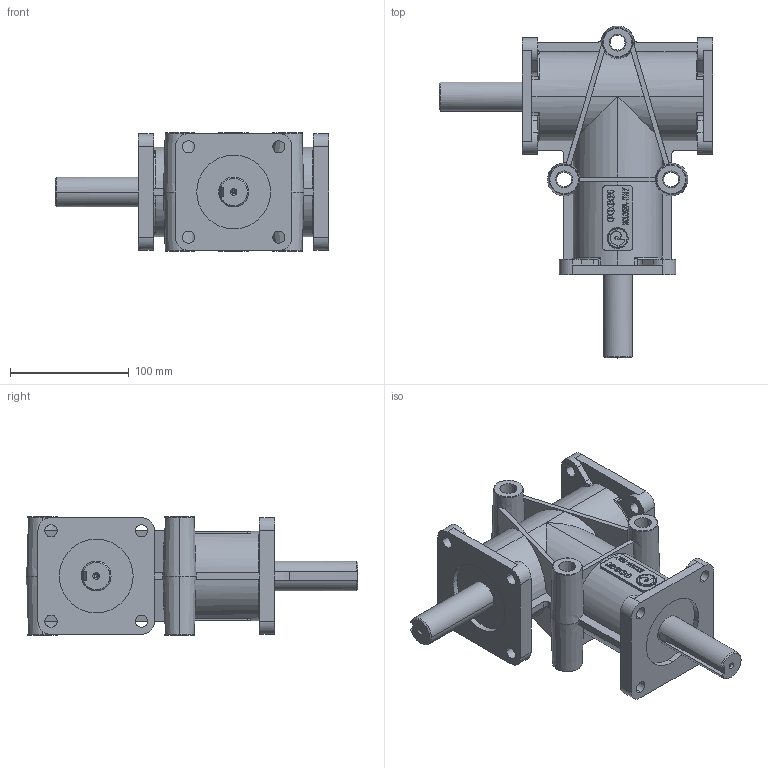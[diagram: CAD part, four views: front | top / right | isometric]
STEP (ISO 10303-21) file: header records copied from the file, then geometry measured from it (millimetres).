
FILE_DESCRIPTION(('STEP AP214'),'1');
FILE_NAME('184032112.stp','2017-01-12T13:03:44',('TraceParts'),('TraceParts S.A.'),'Spatial InterOp 3D',' ',' ');
FILE_SCHEMA(('automotive_design'));
Length unit declared in the file: millimetre
Products named in the file (1): 1
Bounding box: 230 x 279 x 100 mm (x, y, z)
Volume: 1574933.1 mm3; surface area: 178736 mm2
Topology: 1 solids, 1 shells, 744 faces, 2009 edges, 1330 vertices
Faces by surface type: plane 424, cylinder 146, bspline 110, cone 40, torus 24
Entity records: 35700 total; most frequent: CARTESIAN_POINT 11480, ORIENTED_EDGE 4010, DIRECTION 3408, EDGE_CURVE 2005, VERTEX_POINT 1330, LINE 1240, VECTOR 1240, AXIS2_PLACEMENT_3D 1084
